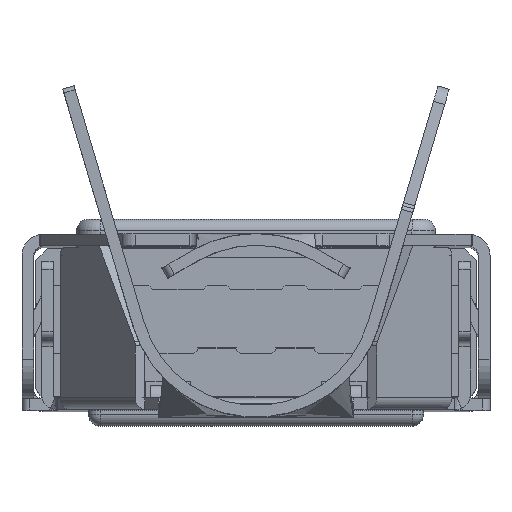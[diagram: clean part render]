
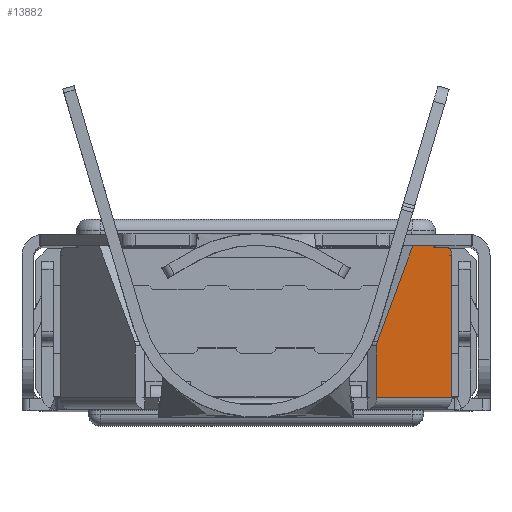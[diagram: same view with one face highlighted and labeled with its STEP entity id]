
A CAD part, top view. The second image highlights one B-rep face of the part: STEP entity #13882.
In plain terms, the highlighted planar face has unit normal (0.812, 0, 0.583).
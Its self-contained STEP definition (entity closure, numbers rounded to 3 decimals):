
#299 = DIRECTION ( 'NONE',  ( -0.812, 0., -0.583 ) ) ;
#2041 = VERTEX_POINT ( 'NONE', #41399 ) ;
#2251 = DIRECTION ( 'NONE',  ( 0., 1., 0. ) ) ;
#3189 = CIRCLE ( 'NONE', #5723, 0.2 ) ;
#3317 = VECTOR ( 'NONE', #15801, 1000. ) ;
#3490 = VERTEX_POINT ( 'NONE', #24688 ) ;
#4100 = CARTESIAN_POINT ( 'NONE',  ( 5.023, 3.6, 18.459 ) ) ;
#5723 = AXIS2_PLACEMENT_3D ( 'NONE', #8830, #34321, #41724 ) ;
#5738 = VERTEX_POINT ( 'NONE', #46218 ) ;
#6975 = EDGE_LOOP ( 'NONE', ( #46179, #42283, #15004, #9930, #36115, #14405, #35494, #28195, #27069, #45512 ) ) ;
#8415 = EDGE_CURVE ( 'NONE', #30758, #46092, #36220, .T. ) ;
#8830 = CARTESIAN_POINT ( 'NONE',  ( 4.906, 3.6, 18.621 ) ) ;
#9930 = ORIENTED_EDGE ( 'NONE', *, *, #12491, .F. ) ;
#10676 = LINE ( 'NONE', #16288, #19243 ) ;
#10890 = DIRECTION ( 'NONE',  ( -0.583, 0., 0.812 ) ) ;
#11304 = CARTESIAN_POINT ( 'NONE',  ( 2.744, -0.35, 21.635 ) ) ;
#11842 = VERTEX_POINT ( 'NONE', #26730 ) ;
#12035 = VECTOR ( 'NONE', #35395, 1000. ) ;
#12412 = CIRCLE ( 'NONE', #46283, 0.2 ) ;
#12491 = EDGE_CURVE ( 'NONE', #24699, #2041, #10676, .T. ) ;
#13054 = CARTESIAN_POINT ( 'NONE',  ( 5.023, -0.05, 18.459 ) ) ;
#13206 = LINE ( 'NONE', #38629, #12035 ) ;
#13207 = CARTESIAN_POINT ( 'NONE',  ( 4.564, 3.85, 19.098 ) ) ;
#13882 = ADVANCED_FACE ( 'NONE', ( #31522 ), #25725, .F. ) ;
#14405 = ORIENTED_EDGE ( 'NONE', *, *, #8415, .F. ) ;
#14954 = DIRECTION ( 'NONE',  ( 0., -1., 0. ) ) ;
#15004 = ORIENTED_EDGE ( 'NONE', *, *, #37150, .T. ) ;
#15118 = LINE ( 'NONE', #46953, #19719 ) ;
#15345 = LINE ( 'NONE', #21872, #23321 ) ;
#15801 = DIRECTION ( 'NONE',  ( -0.312, -0.845, 0.435 ) ) ;
#16288 = CARTESIAN_POINT ( 'NONE',  ( 3.094, -0.05, 21.147 ) ) ;
#16548 = EDGE_CURVE ( 'NONE', #46092, #24699, #15118, .T. ) ;
#17457 = VERTEX_POINT ( 'NONE', #30891 ) ;
#17836 = EDGE_CURVE ( 'NONE', #3490, #23669, #39834, .T. ) ;
#19243 = VECTOR ( 'NONE', #2251, 1000. ) ;
#19719 = VECTOR ( 'NONE', #10890, 1000. ) ;
#21872 = CARTESIAN_POINT ( 'NONE',  ( 4.906, 3.8, 18.621 ) ) ;
#22720 = LINE ( 'NONE', #34260, #3317 ) ;
#23321 = VECTOR ( 'NONE', #47236, 1000. ) ;
#23669 = VERTEX_POINT ( 'NONE', #13207 ) ;
#23848 = CARTESIAN_POINT ( 'NONE',  ( 3.094, -0.05, 21.147 ) ) ;
#24688 = CARTESIAN_POINT ( 'NONE',  ( 4.615, 3.8, 19.027 ) ) ;
#24699 = VERTEX_POINT ( 'NONE', #23848 ) ;
#25623 = LINE ( 'NONE', #27023, #40405 ) ;
#25725 = PLANE ( 'NONE',  #26853 ) ;
#25860 = DIRECTION ( 'NONE',  ( 0., -1., 0. ) ) ;
#26730 = CARTESIAN_POINT ( 'NONE',  ( 4.039, 3.85, 19.829 ) ) ;
#26853 = AXIS2_PLACEMENT_3D ( 'NONE', #11304, #44047, #40662 ) ;
#27023 = CARTESIAN_POINT ( 'NONE',  ( 4.564, 3.85, 19.098 ) ) ;
#27069 = ORIENTED_EDGE ( 'NONE', *, *, #17836, .T. ) ;
#27624 = VERTEX_POINT ( 'NONE', #40212 ) ;
#27655 = DIRECTION ( 'NONE',  ( -0.492, 0.535, 0.686 ) ) ;
#28195 = ORIENTED_EDGE ( 'NONE', *, *, #42827, .T. ) ;
#30652 = DIRECTION ( 'NONE',  ( -0.583, 0., 0.812 ) ) ;
#30758 = VERTEX_POINT ( 'NONE', #37171 ) ;
#30891 = CARTESIAN_POINT ( 'NONE',  ( 4.906, 3.8, 18.621 ) ) ;
#31140 = DIRECTION ( 'NONE',  ( 0.812, 0., 0.583 ) ) ;
#31522 = FACE_OUTER_BOUND ( 'NONE', #6975, .T. ) ;
#33557 = CARTESIAN_POINT ( 'NONE',  ( 4.615, 3.9, 19.027 ) ) ;
#34260 = CARTESIAN_POINT ( 'NONE',  ( 4.039, 3.899, 19.829 ) ) ;
#34321 = DIRECTION ( 'NONE',  ( 0.812, 0., 0.583 ) ) ;
#34617 = CARTESIAN_POINT ( 'NONE',  ( 3.21, 1.282, 20.985 ) ) ;
#35395 = DIRECTION ( 'NONE',  ( 0., 1., 0. ) ) ;
#35494 = ORIENTED_EDGE ( 'NONE', *, *, #44447, .T. ) ;
#35520 = AXIS2_PLACEMENT_3D ( 'NONE', #33557, #299, #14954 ) ;
#36115 = ORIENTED_EDGE ( 'NONE', *, *, #16548, .F. ) ;
#36220 = LINE ( 'NONE', #4100, #47107 ) ;
#37150 = EDGE_CURVE ( 'NONE', #27624, #2041, #12412, .T. ) ;
#37171 = CARTESIAN_POINT ( 'NONE',  ( 5.023, 3.6, 18.459 ) ) ;
#37220 = EDGE_CURVE ( 'NONE', #23669, #11842, #25623, .T. ) ;
#38629 = CARTESIAN_POINT ( 'NONE',  ( 4.039, 3.85, 19.829 ) ) ;
#39834 = CIRCLE ( 'NONE', #35520, 0.1 ) ;
#40212 = CARTESIAN_POINT ( 'NONE',  ( 3.112, 1.389, 21.122 ) ) ;
#40405 = VECTOR ( 'NONE', #30652, 1000. ) ;
#40662 = DIRECTION ( 'NONE',  ( -0.583, 0., 0.812 ) ) ;
#41399 = CARTESIAN_POINT ( 'NONE',  ( 3.094, 1.282, 21.147 ) ) ;
#41724 = DIRECTION ( 'NONE',  ( 0.583, 0., -0.812 ) ) ;
#42283 = ORIENTED_EDGE ( 'NONE', *, *, #43083, .T. ) ;
#42827 = EDGE_CURVE ( 'NONE', #17457, #3490, #15345, .T. ) ;
#43083 = EDGE_CURVE ( 'NONE', #5738, #27624, #22720, .T. ) ;
#44047 = DIRECTION ( 'NONE',  ( -0.812, 0., -0.583 ) ) ;
#44447 = EDGE_CURVE ( 'NONE', #30758, #17457, #3189, .T. ) ;
#45512 = ORIENTED_EDGE ( 'NONE', *, *, #37220, .T. ) ;
#45515 = EDGE_CURVE ( 'NONE', #11842, #5738, #13206, .T. ) ;
#46092 = VERTEX_POINT ( 'NONE', #13054 ) ;
#46179 = ORIENTED_EDGE ( 'NONE', *, *, #45515, .T. ) ;
#46218 = CARTESIAN_POINT ( 'NONE',  ( 4.039, 3.899, 19.829 ) ) ;
#46283 = AXIS2_PLACEMENT_3D ( 'NONE', #34617, #31140, #27655 ) ;
#46953 = CARTESIAN_POINT ( 'NONE',  ( 5.023, -0.05, 18.459 ) ) ;
#47107 = VECTOR ( 'NONE', #25860, 1000. ) ;
#47236 = DIRECTION ( 'NONE',  ( -0.583, 0., 0.812 ) ) ;
